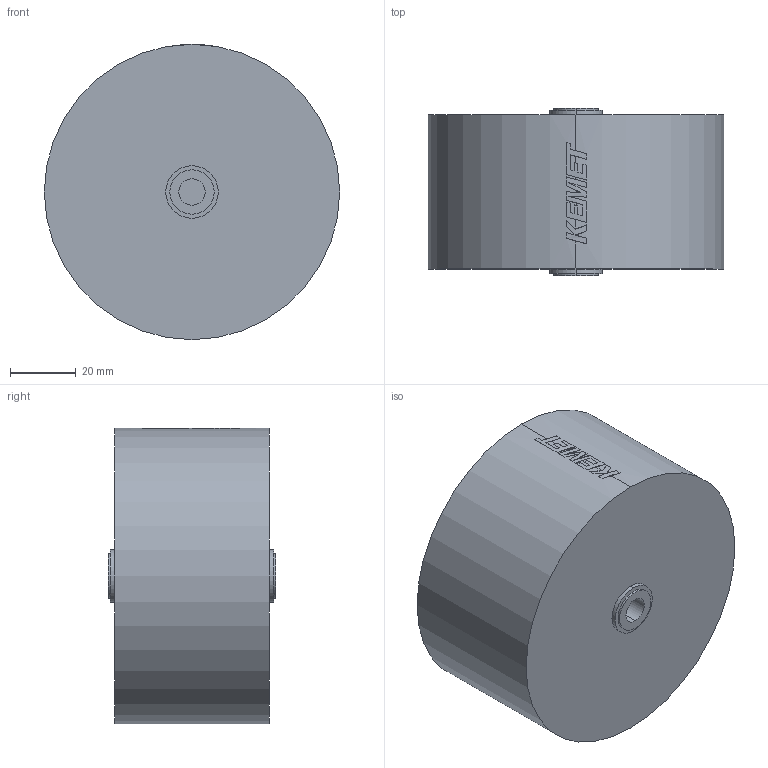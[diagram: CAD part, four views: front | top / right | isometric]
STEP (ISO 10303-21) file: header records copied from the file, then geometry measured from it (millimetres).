
FILE_DESCRIPTION (( 'STEP AP214' ), '1' );
FILE_NAME ('CFP_KD_90x51_D90L51.STEP', '2017-05-02T21:47:40', ( '' ), ( '' ), 'SwSTEP 2.0', 'SolidWorks 2014', '' );
FILE_SCHEMA (( 'AUTOMOTIVE_DESIGN' ));
Length unit declared in the file: millimetre
Products named in the file (1): CFP_KD_90x51_D90L51
Bounding box: 90 x 51 x 90 mm (x, y, z)
Volume: 298723.2 mm3; surface area: 26707.5 mm2
Topology: 1 solids, 1 shells, 84 faces, 228 edges, 152 vertices
Faces by surface type: bspline 31, plane 30, cylinder 23
Entity records: 3155 total; most frequent: CARTESIAN_POINT 1013, ORIENTED_EDGE 456, DIRECTION 233, EDGE_CURVE 228, VERTEX_POINT 152, B_SPLINE_CURVE_WITH_KNOTS 131, EDGE_LOOP 90, FACE_OUTER_BOUND 84
